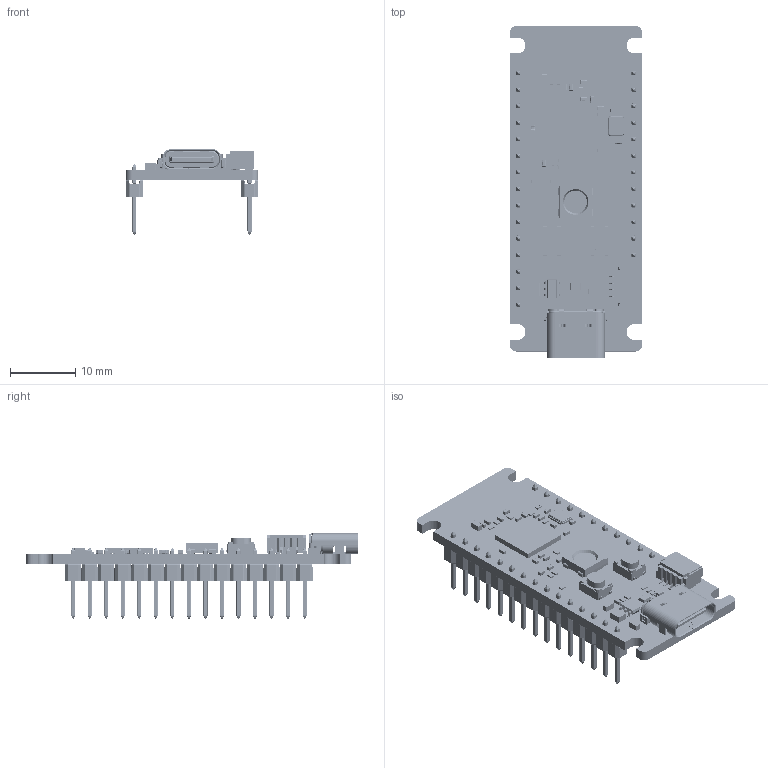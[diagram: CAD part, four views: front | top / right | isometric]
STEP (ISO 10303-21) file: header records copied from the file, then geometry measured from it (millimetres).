
FILE_DESCRIPTION (( 'STEP AP214' ), '1' );
FILE_NAME ('dym_v2.STEP', '2023-02-17T14:38:36', ( '' ), ( '' ), 'SwSTEP 2.0', 'SolidWorks 2021', '' );
FILE_SCHEMA (( 'AUTOMOTIVE_DESIGN' ));
Length unit declared in the file: millimetre
Products named in the file (1): dym_v2
Bounding box: 20.32 x 51 x 13.17 mm (x, y, z)
Surface area: 5359.7 mm2 (no closed solid volume)
Topology: 0 solids, 357 shells, 11059 faces, 25994 edges, 14361 vertices
Faces by surface type: plane 5031, cylinder 3680, sphere 1858, torus 272, bspline 186, cone 32
Entity records: 429147 total; most frequent: CARTESIAN_POINT 60395, DIRECTION 52213, ORIENTED_EDGE 49296, EDGE_CURVE 24684, AXIS2_PLACEMENT_3D 18842, VECTOR 14529, LINE 14529, VERTEX_POINT 14361
